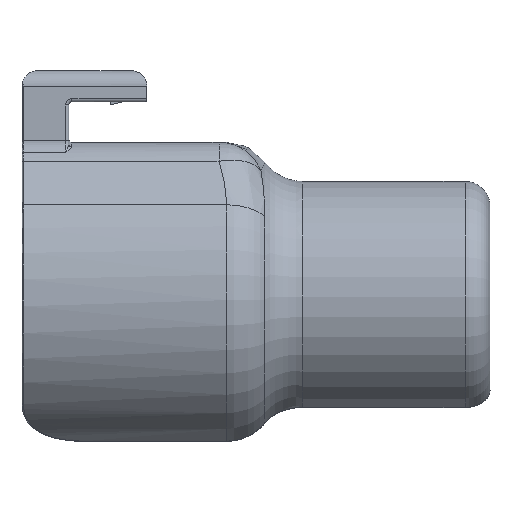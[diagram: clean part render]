
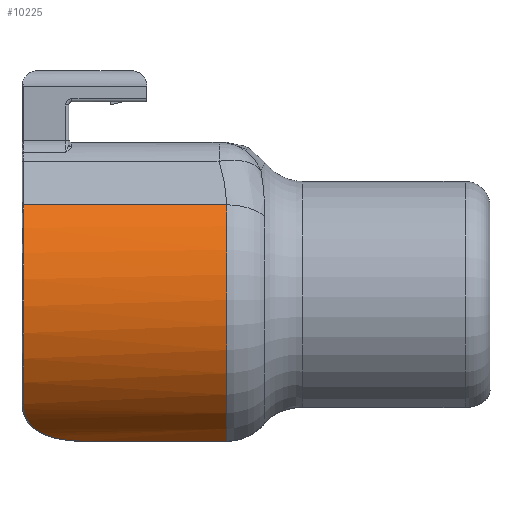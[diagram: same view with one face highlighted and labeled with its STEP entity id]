
A CAD part, left-side view. The second image highlights one B-rep face of the part: STEP entity #10225.
In plain terms, the highlighted cylindrical face has radius 50 mm (diameter 100 mm), a partial arc.
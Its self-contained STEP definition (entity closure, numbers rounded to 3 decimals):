
#133=CYLINDRICAL_SURFACE('',#10664,50.);
#698=LINE('',#34913,#1279);
#708=LINE('',#35239,#1289);
#1279=VECTOR('',#11751,10.);
#1289=VECTOR('',#11815,10.);
#2265=FACE_OUTER_BOUND('',#2886,.T.);
#2886=EDGE_LOOP('',(#8977,#8978,#8979,#8980,#8981));
#3779=B_SPLINE_CURVE_WITH_KNOTS('',3,(#34903,#34904,#34905,#34906,#34907,
#34908,#34909),.UNSPECIFIED.,.F.,.F.,(4,1,1,1,4),(0.,0.898,
1.796,2.694,3.143),.UNSPECIFIED.);
#3951=CIRCLE('',#10633,50.);
#3969=CIRCLE('',#10665,50.);
#4868=VERTEX_POINT('',#34852);
#4869=VERTEX_POINT('',#34856);
#4870=VERTEX_POINT('',#34901);
#4871=VERTEX_POINT('',#34911);
#4884=VERTEX_POINT('',#35238);
#6300=EDGE_CURVE('',#4869,#4868,#3951,.T.);
#6302=EDGE_CURVE('',#4870,#4869,#3779,.T.);
#6304=EDGE_CURVE('',#4871,#4870,#698,.T.);
#6337=EDGE_CURVE('',#4884,#4868,#708,.T.);
#6339=EDGE_CURVE('',#4884,#4871,#3969,.T.);
#8977=ORIENTED_EDGE('',*,*,#6300,.F.);
#8978=ORIENTED_EDGE('',*,*,#6302,.F.);
#8979=ORIENTED_EDGE('',*,*,#6304,.F.);
#8980=ORIENTED_EDGE('',*,*,#6339,.F.);
#8981=ORIENTED_EDGE('',*,*,#6337,.T.);
#10225=ADVANCED_FACE('',(#2265),#133,.T.);
#10633=AXIS2_PLACEMENT_3D('',#34858,#11743,#11744);
#10664=AXIS2_PLACEMENT_3D('',#35245,#11816,#11817);
#10665=AXIS2_PLACEMENT_3D('',#35246,#11818,#11819);
#11743=DIRECTION('center_axis',(0.,1.,0.));
#11744=DIRECTION('ref_axis',(-0.999,0.,-0.052));
#11751=DIRECTION('',(0.,1.,0.));
#11815=DIRECTION('',(0.,1.,0.));
#11816=DIRECTION('center_axis',(0.,1.,0.));
#11817=DIRECTION('ref_axis',(0.,0.,1.));
#11818=DIRECTION('center_axis',(0.,-1.,0.));
#11819=DIRECTION('ref_axis',(0.,0.,-1.));
#34852=CARTESIAN_POINT('',(-40.,149.5,30.));
#34856=CARTESIAN_POINT('',(-36.808,149.5,-33.841));
#34858=CARTESIAN_POINT('Origin',(0.,149.5,0.));
#34901=CARTESIAN_POINT('',(-20.156,130.,-45.758));
#34903=CARTESIAN_POINT('Ctrl Pts',(-20.156,130.,-45.758));
#34904=CARTESIAN_POINT('Ctrl Pts',(-20.156,132.993,-45.758));
#34905=CARTESIAN_POINT('Ctrl Pts',(-21.486,138.978,-45.207));
#34906=CARTESIAN_POINT('Ctrl Pts',(-26.841,146.018,-42.409));
#34907=CARTESIAN_POINT('Ctrl Pts',(-32.567,149.068,-38.158));
#34908=CARTESIAN_POINT('Ctrl Pts',(-35.784,149.5,-34.954));
#34909=CARTESIAN_POINT('Ctrl Pts',(-36.808,149.5,-33.841));
#34911=CARTESIAN_POINT('',(-20.156,84.367,-45.758));
#34913=CARTESIAN_POINT('',(-20.156,0.,-45.758));
#35238=CARTESIAN_POINT('',(-40.,84.367,30.));
#35239=CARTESIAN_POINT('',(-40.,0.,30.));
#35245=CARTESIAN_POINT('Origin',(0.,0.,0.));
#35246=CARTESIAN_POINT('Origin',(0.,84.367,
0.));
